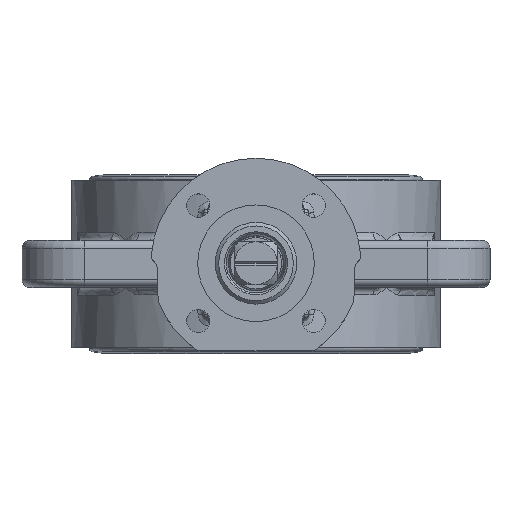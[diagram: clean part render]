
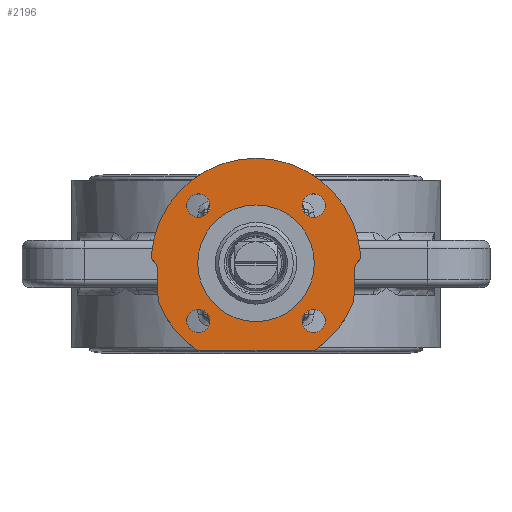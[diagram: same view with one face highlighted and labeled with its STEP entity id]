
A CAD part, top view. The second image highlights one B-rep face of the part: STEP entity #2196.
In plain terms, the highlighted planar face has unit normal (0, 0, 1).
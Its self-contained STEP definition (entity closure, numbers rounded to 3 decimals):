
#1082=CARTESIAN_POINT('',(-17.849,-14.849,126.));
#1083=VERTEX_POINT('',#1082);
#1084=CARTESIAN_POINT('',(-14.849,-14.849,126.));
#1085=DIRECTION('',(0.0,0.0,-1.0));
#1086=DIRECTION('',(-1.0,0.0,0.0));
#1087=AXIS2_PLACEMENT_3D('',#1084,#1085,#1086);
#1088=CIRCLE('',#1087,3.0);
#1089=EDGE_CURVE('',#1083,#1083,#1088,.T.);
#1110=CARTESIAN_POINT('',(-14.849,17.849,126.));
#1111=VERTEX_POINT('',#1110);
#1112=CARTESIAN_POINT('',(-14.849,14.849,126.));
#1113=DIRECTION('',(0.0,0.0,-1.0));
#1114=DIRECTION('',(0.0,1.0,0.0));
#1115=AXIS2_PLACEMENT_3D('',#1112,#1113,#1114);
#1116=CIRCLE('',#1115,3.0);
#1117=EDGE_CURVE('',#1111,#1111,#1116,.T.);
#1138=CARTESIAN_POINT('',(14.849,-17.849,126.));
#1139=VERTEX_POINT('',#1138);
#1140=CARTESIAN_POINT('',(14.849,-14.849,126.));
#1141=DIRECTION('',(0.0,0.0,-1.0));
#1142=DIRECTION('',(0.0,-1.0,0.0));
#1143=AXIS2_PLACEMENT_3D('',#1140,#1141,#1142);
#1144=CIRCLE('',#1143,3.0);
#1145=EDGE_CURVE('',#1139,#1139,#1144,.T.);
#1166=CARTESIAN_POINT('',(17.849,14.849,126.));
#1167=VERTEX_POINT('',#1166);
#1168=CARTESIAN_POINT('',(14.849,14.849,126.));
#1169=DIRECTION('',(0.0,0.0,-1.0));
#1170=DIRECTION('',(1.0,0.0,0.0));
#1171=AXIS2_PLACEMENT_3D('',#1168,#1169,#1170);
#1172=CIRCLE('',#1171,3.0);
#1173=EDGE_CURVE('',#1167,#1167,#1172,.T.);
#2048=CARTESIAN_POINT('',(15.0,0.,126.));
#2049=VERTEX_POINT('',#2048);
#2050=CARTESIAN_POINT('',(0.,0.,126.));
#2051=DIRECTION('',(0.0,0.0,-1.0));
#2052=DIRECTION('',(1.0,0.0,0.0));
#2053=AXIS2_PLACEMENT_3D('',#2050,#2051,#2052);
#2054=CIRCLE('',#2053,15.0);
#2055=EDGE_CURVE('',#2049,#2049,#2054,.T.);
#2087=CARTESIAN_POINT('',(-60.195,27.001,126.));
#2088=DIRECTION('',(0.0,0.0,-1.0));
#2089=DIRECTION('',(-1.0,0.0,0.0));
#2090=AXIS2_PLACEMENT_3D('',#2087,#2088,#2089);
#2091=PLANE('',#2090);
#2092=CARTESIAN_POINT('',(-25.461,-1.11,126.));
#2093=VERTEX_POINT('',#2092);
#2094=CARTESIAN_POINT('',(-26.193,0.368,126.));
#2095=VERTEX_POINT('',#2094);
#2096=CARTESIAN_POINT('',(-25.461,-1.11,126.));
#2097=CARTESIAN_POINT('',(-25.481,-0.543,126.));
#2098=CARTESIAN_POINT('',(-25.755,0.009,126.));
#2099=CARTESIAN_POINT('',(-26.193,0.368,126.));
#2100=B_SPLINE_CURVE_WITH_KNOTS('',3,(#2096,#2097,#2098,#2099),.UNSPECIFIED.,.F.,.U.,(4,4),(-0.17,0.0),.UNSPECIFIED.);
#2101=EDGE_CURVE('',#2093,#2095,#2100,.T.);
#2102=ORIENTED_EDGE('',*,*,#2101,.F.);
#2103=CARTESIAN_POINT('',(-25.158,-9.803,126.));
#2104=VERTEX_POINT('',#2103);
#2105=CARTESIAN_POINT('',(-25.158,-9.803,126.));
#2106=DIRECTION('',(-0.035,0.999,0.0));
#2107=VECTOR('',#2106,8.698);
#2108=LINE('',#2105,#2107);
#2109=EDGE_CURVE('',#2104,#2093,#2108,.T.);
#2110=ORIENTED_EDGE('',*,*,#2109,.F.);
#2111=CARTESIAN_POINT('',(-14.925,-22.5,126.));
#2112=VERTEX_POINT('',#2111);
#2113=CARTESIAN_POINT('',(0.,0.,126.));
#2114=DIRECTION('',(0.0,0.0,-1.0));
#2115=DIRECTION('',(-0.932,-0.363,0.0));
#2116=AXIS2_PLACEMENT_3D('',#2113,#2114,#2115);
#2117=CIRCLE('',#2116,27.0);
#2118=EDGE_CURVE('',#2112,#2104,#2117,.T.);
#2119=ORIENTED_EDGE('',*,*,#2118,.F.);
#2120=CARTESIAN_POINT('',(14.925,-22.5,126.));
#2121=VERTEX_POINT('',#2120);
#2122=CARTESIAN_POINT('',(14.925,-22.5,126.));
#2123=DIRECTION('',(-1.0,0.0,0.0));
#2124=VECTOR('',#2123,29.85);
#2125=LINE('',#2122,#2124);
#2126=EDGE_CURVE('',#2121,#2112,#2125,.T.);
#2127=ORIENTED_EDGE('',*,*,#2126,.F.);
#2128=CARTESIAN_POINT('',(25.158,-9.803,126.));
#2129=VERTEX_POINT('',#2128);
#2130=CARTESIAN_POINT('',(0.,0.,126.));
#2131=DIRECTION('',(0.0,0.0,-1.0));
#2132=DIRECTION('',(0.553,-0.833,0.0));
#2133=AXIS2_PLACEMENT_3D('',#2130,#2131,#2132);
#2134=CIRCLE('',#2133,27.);
#2135=EDGE_CURVE('',#2129,#2121,#2134,.T.);
#2136=ORIENTED_EDGE('',*,*,#2135,.F.);
#2137=CARTESIAN_POINT('',(25.461,-1.11,126.));
#2138=VERTEX_POINT('',#2137);
#2139=CARTESIAN_POINT('',(25.461,-1.11,126.));
#2140=DIRECTION('',(-0.035,-0.999,0.0));
#2141=VECTOR('',#2140,8.698);
#2142=LINE('',#2139,#2141);
#2143=EDGE_CURVE('',#2138,#2129,#2142,.T.);
#2144=ORIENTED_EDGE('',*,*,#2143,.F.);
#2145=CARTESIAN_POINT('',(26.193,0.368,126.));
#2146=VERTEX_POINT('',#2145);
#2147=CARTESIAN_POINT('',(26.193,0.368,126.));
#2148=CARTESIAN_POINT('',(25.755,0.009,126.));
#2149=CARTESIAN_POINT('',(25.481,-0.543,126.));
#2150=CARTESIAN_POINT('',(25.461,-1.11,126.));
#2151=B_SPLINE_CURVE_WITH_KNOTS('',3,(#2147,#2148,#2149,#2150),.UNSPECIFIED.,.F.,.U.,(4,4),(-0.17,0.0),.UNSPECIFIED.);
#2152=EDGE_CURVE('',#2146,#2138,#2151,.T.);
#2153=ORIENTED_EDGE('',*,*,#2152,.F.);
#2154=CARTESIAN_POINT('',(26.921,2.069,126.));
#2155=VERTEX_POINT('',#2154);
#2156=CARTESIAN_POINT('',(26.921,2.069,126.));
#2157=CARTESIAN_POINT('',(26.97,1.43,126.));
#2158=CARTESIAN_POINT('',(26.689,0.774,126.));
#2159=CARTESIAN_POINT('',(26.193,0.368,126.));
#2160=B_SPLINE_CURVE_WITH_KNOTS('',3,(#2156,#2157,#2158,#2159),.UNSPECIFIED.,.F.,.U.,(4,4),(-0.193,0.),.UNSPECIFIED.);
#2161=EDGE_CURVE('',#2155,#2146,#2160,.T.);
#2162=ORIENTED_EDGE('',*,*,#2161,.F.);
#2163=CARTESIAN_POINT('',(-26.921,2.069,126.));
#2164=VERTEX_POINT('',#2163);
#2165=CARTESIAN_POINT('',(0.,0.,126.));
#2166=DIRECTION('',(0.0,0.0,-1.0));
#2167=DIRECTION('',(1.0,0.0,0.0));
#2168=AXIS2_PLACEMENT_3D('',#2165,#2166,#2167);
#2169=CIRCLE('',#2168,27.0);
#2170=EDGE_CURVE('',#2164,#2155,#2169,.T.);
#2171=ORIENTED_EDGE('',*,*,#2170,.F.);
#2172=CARTESIAN_POINT('',(-26.193,0.368,126.));
#2173=CARTESIAN_POINT('',(-26.689,0.774,126.));
#2174=CARTESIAN_POINT('',(-26.97,1.43,126.));
#2175=CARTESIAN_POINT('',(-26.921,2.069,126.));
#2176=B_SPLINE_CURVE_WITH_KNOTS('',3,(#2172,#2173,#2174,#2175),.UNSPECIFIED.,.F.,.U.,(4,4),(-0.193,0.0),.UNSPECIFIED.);
#2177=EDGE_CURVE('',#2095,#2164,#2176,.T.);
#2178=ORIENTED_EDGE('',*,*,#2177,.F.);
#2179=EDGE_LOOP('',(#2102,#2110,#2119,#2127,#2136,#2144,#2153,#2162,#2171,#2178));
#2180=FACE_OUTER_BOUND('',#2179,.T.);
#2181=ORIENTED_EDGE('',*,*,#1089,.T.);
#2182=EDGE_LOOP('',(#2181));
#2183=FACE_BOUND('',#2182,.T.);
#2184=ORIENTED_EDGE('',*,*,#1117,.T.);
#2185=EDGE_LOOP('',(#2184));
#2186=FACE_BOUND('',#2185,.T.);
#2187=ORIENTED_EDGE('',*,*,#1145,.T.);
#2188=EDGE_LOOP('',(#2187));
#2189=FACE_BOUND('',#2188,.T.);
#2190=ORIENTED_EDGE('',*,*,#1173,.T.);
#2191=EDGE_LOOP('',(#2190));
#2192=FACE_BOUND('',#2191,.T.);
#2193=ORIENTED_EDGE('',*,*,#2055,.T.);
#2194=EDGE_LOOP('',(#2193));
#2195=FACE_BOUND('',#2194,.T.);
#2196=ADVANCED_FACE('',(#2180,#2183,#2186,#2189,#2192,#2195),#2091,.F.);
